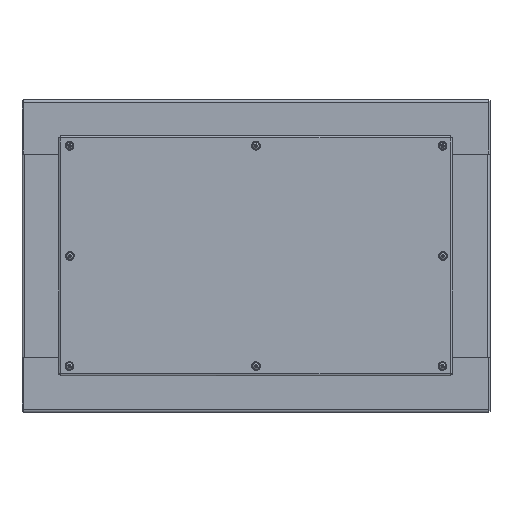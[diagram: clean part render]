
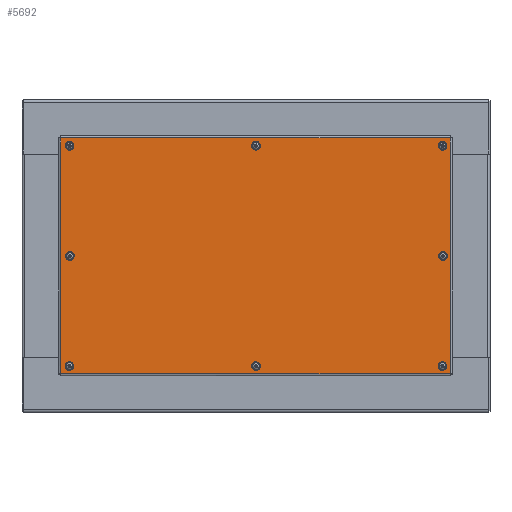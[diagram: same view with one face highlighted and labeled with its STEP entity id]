
A CAD part, front view. The second image highlights one B-rep face of the part: STEP entity #5692.
In plain terms, the highlighted face is planar.
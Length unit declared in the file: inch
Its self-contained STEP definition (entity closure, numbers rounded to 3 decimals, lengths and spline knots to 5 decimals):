
#605=PLANE('',#6117);
#959=LINE('',#9044,#1411);
#975=LINE('',#9146,#1427);
#990=LINE('',#9246,#1442);
#1005=LINE('',#9345,#1457);
#1411=VECTOR('',#7235,12.1645);
#1427=VECTOR('',#7265,20.102);
#1442=VECTOR('',#7294,12.1645);
#1457=VECTOR('',#7323,20.102);
#1658=FACE_BOUND('',#2332,.T.);
#1659=FACE_BOUND('',#2333,.T.);
#1660=FACE_BOUND('',#2334,.T.);
#1661=FACE_BOUND('',#2335,.T.);
#1662=FACE_BOUND('',#2336,.T.);
#1663=FACE_BOUND('',#2337,.T.);
#1664=FACE_BOUND('',#2338,.T.);
#1665=FACE_BOUND('',#2339,.T.);
#1917=FACE_OUTER_BOUND('',#2331,.T.);
#2331=EDGE_LOOP('',(#4714,#4715,#4716,#4717));
#2332=EDGE_LOOP('',(#4718));
#2333=EDGE_LOOP('',(#4719));
#2334=EDGE_LOOP('',(#4720));
#2335=EDGE_LOOP('',(#4721));
#2336=EDGE_LOOP('',(#4722));
#2337=EDGE_LOOP('',(#4723));
#2338=EDGE_LOOP('',(#4724));
#2339=EDGE_LOOP('',(#4725));
#2524=CIRCLE('',#6066,0.125);
#2526=CIRCLE('',#6069,0.125);
#2528=CIRCLE('',#6072,0.125);
#2530=CIRCLE('',#6075,0.125);
#2532=CIRCLE('',#6078,0.125);
#2534=CIRCLE('',#6081,0.125);
#2537=CIRCLE('',#6114,0.125);
#2538=CIRCLE('',#6116,0.125);
#2850=VERTEX_POINT('',#9004);
#2852=VERTEX_POINT('',#9009);
#2854=VERTEX_POINT('',#9014);
#2856=VERTEX_POINT('',#9019);
#2858=VERTEX_POINT('',#9024);
#2860=VERTEX_POINT('',#9029);
#2863=VERTEX_POINT('',#9035);
#2864=VERTEX_POINT('',#9043);
#2875=VERTEX_POINT('',#9145);
#2885=VERTEX_POINT('',#9245);
#2903=VERTEX_POINT('',#9437);
#2904=VERTEX_POINT('',#9440);
#3444=EDGE_CURVE('',#2850,#2850,#2524,.T.);
#3446=EDGE_CURVE('',#2852,#2852,#2526,.T.);
#3448=EDGE_CURVE('',#2854,#2854,#2528,.T.);
#3450=EDGE_CURVE('',#2856,#2856,#2530,.T.);
#3452=EDGE_CURVE('',#2858,#2858,#2532,.T.);
#3454=EDGE_CURVE('',#2860,#2860,#2534,.T.);
#3457=EDGE_CURVE('',#2864,#2863,#959,.T.);
#3477=EDGE_CURVE('',#2875,#2864,#975,.T.);
#3496=EDGE_CURVE('',#2885,#2875,#990,.T.);
#3515=EDGE_CURVE('',#2863,#2885,#1005,.T.);
#3533=EDGE_CURVE('',#2903,#2903,#2537,.T.);
#3534=EDGE_CURVE('',#2904,#2904,#2538,.T.);
#4714=ORIENTED_EDGE('',*,*,#3457,.T.);
#4715=ORIENTED_EDGE('',*,*,#3515,.T.);
#4716=ORIENTED_EDGE('',*,*,#3496,.T.);
#4717=ORIENTED_EDGE('',*,*,#3477,.T.);
#4718=ORIENTED_EDGE('',*,*,#3444,.T.);
#4719=ORIENTED_EDGE('',*,*,#3446,.T.);
#4720=ORIENTED_EDGE('',*,*,#3448,.T.);
#4721=ORIENTED_EDGE('',*,*,#3450,.T.);
#4722=ORIENTED_EDGE('',*,*,#3452,.T.);
#4723=ORIENTED_EDGE('',*,*,#3454,.T.);
#4724=ORIENTED_EDGE('',*,*,#3533,.T.);
#4725=ORIENTED_EDGE('',*,*,#3534,.T.);
#5692=ADVANCED_FACE('',(#1917,#1658,#1659,#1660,#1661,#1662,#1663,#1664,
#1665),#605,.T.);
#6066=AXIS2_PLACEMENT_3D('',#9005,#7200,#7201);
#6069=AXIS2_PLACEMENT_3D('',#9010,#7206,#7207);
#6072=AXIS2_PLACEMENT_3D('',#9015,#7212,#7213);
#6075=AXIS2_PLACEMENT_3D('',#9020,#7218,#7219);
#6078=AXIS2_PLACEMENT_3D('',#9025,#7224,#7225);
#6081=AXIS2_PLACEMENT_3D('',#9030,#7230,#7231);
#6114=AXIS2_PLACEMENT_3D('',#9438,#7356,#7357);
#6116=AXIS2_PLACEMENT_3D('',#9441,#7360,#7361);
#6117=AXIS2_PLACEMENT_3D('',#9442,#7362,#7363);
#7200=DIRECTION('center_axis',(0.,0.,-1.));
#7201=DIRECTION('ref_axis',(-1.,0.,0.));
#7206=DIRECTION('center_axis',(0.,0.,-1.));
#7207=DIRECTION('ref_axis',(-1.,0.,0.));
#7212=DIRECTION('center_axis',(0.,0.,-1.));
#7213=DIRECTION('ref_axis',(-1.,0.,0.));
#7218=DIRECTION('center_axis',(0.,0.,-1.));
#7219=DIRECTION('ref_axis',(-1.,0.,0.));
#7224=DIRECTION('center_axis',(0.,0.,-1.));
#7225=DIRECTION('ref_axis',(-1.,0.,0.));
#7230=DIRECTION('center_axis',(0.,0.,-1.));
#7231=DIRECTION('ref_axis',(-1.,0.,0.));
#7235=DIRECTION('',(0.,1.,0.));
#7265=DIRECTION('',(1.,0.,0.));
#7294=DIRECTION('',(0.,-1.,0.));
#7323=DIRECTION('',(-1.,0.,0.));
#7356=DIRECTION('center_axis',(0.,0.,-1.));
#7357=DIRECTION('ref_axis',(-1.,0.,0.));
#7360=DIRECTION('center_axis',(0.,0.,-1.));
#7361=DIRECTION('ref_axis',(-1.,0.,0.));
#7362=DIRECTION('center_axis',(0.,0.,1.));
#7363=DIRECTION('ref_axis',(1.,0.,0.));
#9004=CARTESIAN_POINT('',(-9.46875,5.6875,0.074));
#9005=CARTESIAN_POINT('Origin',(-9.59375,5.6875,0.074));
#9009=CARTESIAN_POINT('',(-9.46875,-5.6875,0.074));
#9010=CARTESIAN_POINT('Origin',(-9.59375,-5.6875,0.074));
#9014=CARTESIAN_POINT('',(0.15625,5.6875,0.074));
#9015=CARTESIAN_POINT('Origin',(0.03125,5.6875,0.074));
#9019=CARTESIAN_POINT('',(0.15625,-5.6875,0.074));
#9020=CARTESIAN_POINT('Origin',(0.03125,-5.6875,0.074));
#9024=CARTESIAN_POINT('',(9.78125,5.6875,0.074));
#9025=CARTESIAN_POINT('Origin',(9.65625,5.6875,0.074));
#9029=CARTESIAN_POINT('',(9.78125,-5.6875,0.074));
#9030=CARTESIAN_POINT('Origin',(9.65625,-5.6875,0.074));
#9035=CARTESIAN_POINT('',(10.051,6.08225,0.074));
#9043=CARTESIAN_POINT('',(10.051,-6.08225,0.074));
#9044=CARTESIAN_POINT('',(10.051,-3.04112,0.074));
#9145=CARTESIAN_POINT('',(-10.051,-6.08225,0.074));
#9146=CARTESIAN_POINT('',(-5.0255,-6.08225,0.074));
#9245=CARTESIAN_POINT('',(-10.051,6.08225,0.074));
#9246=CARTESIAN_POINT('',(-10.051,3.04112,0.074));
#9345=CARTESIAN_POINT('',(5.0255,6.08225,0.074));
#9437=CARTESIAN_POINT('',(9.78125,0.,0.074));
#9438=CARTESIAN_POINT('Origin',(9.65625,0.,0.074));
#9440=CARTESIAN_POINT('',(-9.53125,0.,0.074));
#9441=CARTESIAN_POINT('Origin',(-9.65625,0.,0.074));
#9442=CARTESIAN_POINT('Origin',(0.,0.,0.074));
